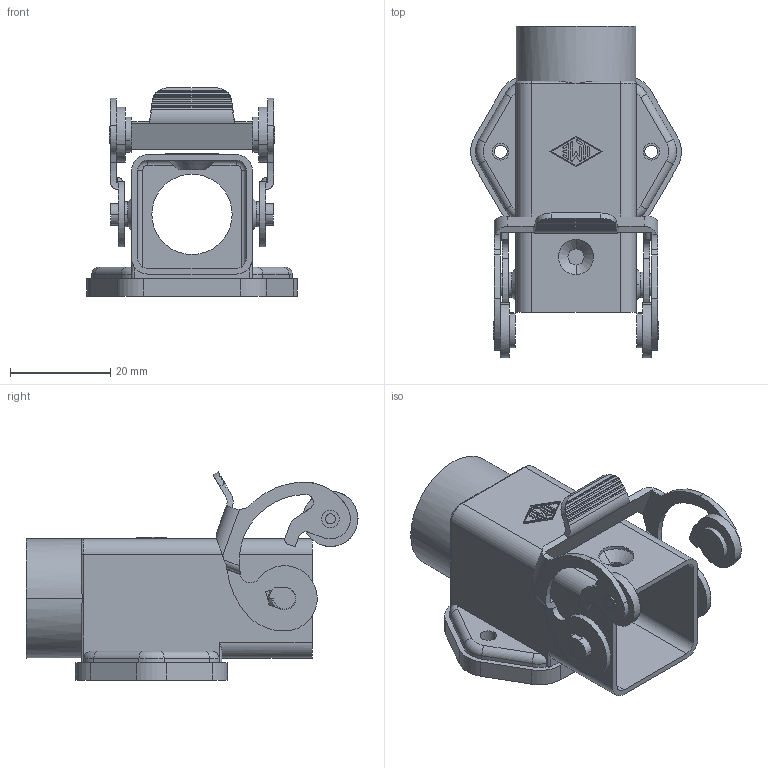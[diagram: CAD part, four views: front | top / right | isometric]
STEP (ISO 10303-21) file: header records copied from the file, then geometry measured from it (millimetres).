
FILE_DESCRIPTION(('Creo Elements/Direct Modeling STEP Export'),'2;1');
FILE_NAME('37jbk2e5pmnnt9u2324','2023-03-13T15:31:42',(''),(''),'Creo Elements/Direct Modeling STEP processor for AP214 (Solid Model)','Creo Elements/Direct Modeling 20.1B 02-Apr-2019 (C) Parametric Technology GmbH','');
FILE_SCHEMA(('AUTOMOTIVE_DESIGN { 1 0 10303 214 1 1 1 1 }'));
Length unit declared in the file: millimetre
Products named in the file (3): LEVA_inox; 54119_A; CKAX 03 IAP
Assembly tree (2 placements, depth 2):
  CKAX 03 IAP
    54119_A
    LEVA_inox
Bounding box: 42 x 66.13 x 41.5 mm (x, y, z)
Volume: 12249.2 mm3; surface area: 14157.9 mm2
Topology: 1 solids, 1 shells, 357 faces, 953 edges, 621 vertices
Faces by surface type: plane 173, cylinder 165, torus 10, cone 9
Entity records: 15144 total; most frequent: CARTESIAN_POINT 3378, ORIENTED_EDGE 1906, DIRECTION 1814, EDGE_CURVE 953, AXIS2_PLACEMENT_3D 643, VERTEX_POINT 621, VECTOR 528, LINE 528
